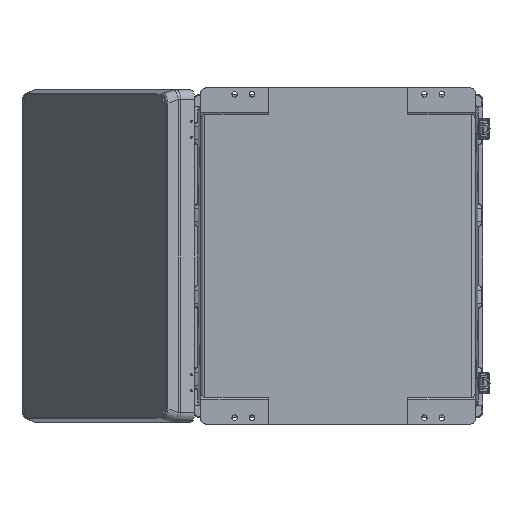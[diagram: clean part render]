
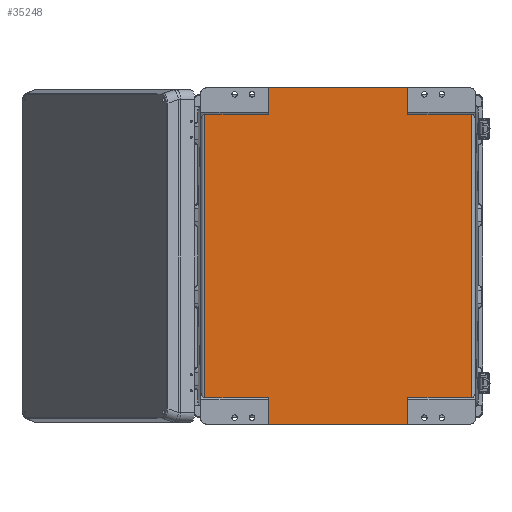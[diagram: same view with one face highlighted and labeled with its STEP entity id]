
A CAD part, front view. The second image highlights one B-rep face of the part: STEP entity #35248.
In plain terms, the highlighted planar face has unit normal (0, -1, 0).
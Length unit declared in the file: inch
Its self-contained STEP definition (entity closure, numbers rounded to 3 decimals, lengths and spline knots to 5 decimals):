
#1155 = CARTESIAN_POINT ( 'NONE',  ( -4.03163, 0.05906, -19.48819 ) ) ;
#1164 = DIRECTION ( 'NONE',  ( -1., 0., 0. ) ) ;
#1476 = AXIS2_PLACEMENT_3D ( 'NONE', #33496, #19275, #19731 ) ;
#2377 = VECTOR ( 'NONE', #42858, 39.37008 ) ;
#3663 = EDGE_CURVE ( 'NONE', #42569, #17446, #26930, .T. ) ;
#4110 = VECTOR ( 'NONE', #21206, 39.37008 ) ;
#4192 = CARTESIAN_POINT ( 'NONE',  ( 4.03163, 0.05906, -1.51961 ) ) ;
#5302 = DIRECTION ( 'NONE',  ( 0., 0., 1. ) ) ;
#5892 = DIRECTION ( 'NONE',  ( 1., 0., 0. ) ) ;
#6299 = VERTEX_POINT ( 'NONE', #25935 ) ;
#6724 = VECTOR ( 'NONE', #38218, 39.37008 ) ;
#7143 = VERTEX_POINT ( 'NONE', #45127 ) ;
#7339 = EDGE_CURVE ( 'NONE', #27657, #42569, #35027, .T. ) ;
#7880 = ORIENTED_EDGE ( 'NONE', *, *, #23278, .F. ) ;
#8548 = CARTESIAN_POINT ( 'NONE',  ( -8.11811, 0.05906, -1.51961 ) ) ;
#9956 = EDGE_CURVE ( 'NONE', #7143, #14459, #40006, .T. ) ;
#10103 = ORIENTED_EDGE ( 'NONE', *, *, #9956, .F. ) ;
#10619 = VERTEX_POINT ( 'NONE', #17419 ) ;
#10649 = VECTOR ( 'NONE', #11662, 39.37008 ) ;
#10849 = CARTESIAN_POINT ( 'NONE',  ( 8.11811, 0.05906, -19.48819 ) ) ;
#11255 = ORIENTED_EDGE ( 'NONE', *, *, #22036, .T. ) ;
#11662 = DIRECTION ( 'NONE',  ( 0., 0., 1. ) ) ;
#11914 = VECTOR ( 'NONE', #41835, 39.37008 ) ;
#11929 = PLANE ( 'NONE',  #1476 ) ;
#12367 = FACE_OUTER_BOUND ( 'NONE', #36467, .T. ) ;
#12802 = LINE ( 'NONE', #23368, #35517 ) ;
#13568 = DIRECTION ( 'NONE',  ( 0., 0., -1. ) ) ;
#13965 = CARTESIAN_POINT ( 'NONE',  ( 7.73754, 0.05906, -1.51961 ) ) ;
#14459 = VERTEX_POINT ( 'NONE', #44512 ) ;
#14952 = EDGE_CURVE ( 'NONE', #29316, #22204, #32214, .T. ) ;
#15444 = ORIENTED_EDGE ( 'NONE', *, *, #42137, .T. ) ;
#15735 = ORIENTED_EDGE ( 'NONE', *, *, #7339, .T. ) ;
#15991 = EDGE_CURVE ( 'NONE', #20876, #22204, #40682, .T. ) ;
#16213 = VECTOR ( 'NONE', #34458, 39.37008 ) ;
#16885 = CARTESIAN_POINT ( 'NONE',  ( 7.73754, 0.05906, -17.96858 ) ) ;
#16960 = VERTEX_POINT ( 'NONE', #45124 ) ;
#17419 = CARTESIAN_POINT ( 'NONE',  ( 4.03163, 0.05906, -17.96858 ) ) ;
#17446 = VERTEX_POINT ( 'NONE', #4192 ) ;
#18505 = LINE ( 'NONE', #28856, #2377 ) ;
#19220 = CARTESIAN_POINT ( 'NONE',  ( -4.03163, 0.05906, 0.85787 ) ) ;
#19275 = DIRECTION ( 'NONE',  ( 0., 1., 0. ) ) ;
#19731 = DIRECTION ( 'NONE',  ( 0., 0., 1. ) ) ;
#19888 = EDGE_CURVE ( 'NONE', #16960, #20876, #12802, .T. ) ;
#20239 = CARTESIAN_POINT ( 'NONE',  ( -7.73754, 0.05906, -1.51961 ) ) ;
#20439 = ORIENTED_EDGE ( 'NONE', *, *, #41562, .F. ) ;
#20876 = VERTEX_POINT ( 'NONE', #42979 ) ;
#20934 = CARTESIAN_POINT ( 'NONE',  ( 4.03163, 0.05906, -19.48819 ) ) ;
#21109 = ORIENTED_EDGE ( 'NONE', *, *, #39910, .F. ) ;
#21206 = DIRECTION ( 'NONE',  ( -1., 0., 0. ) ) ;
#22036 = EDGE_CURVE ( 'NONE', #17446, #32813, #27117, .T. ) ;
#22043 = CARTESIAN_POINT ( 'NONE',  ( 8.11811, 0.05906, 0. ) ) ;
#22204 = VERTEX_POINT ( 'NONE', #1155 ) ;
#22561 = DIRECTION ( 'NONE',  ( 1., 0., 0. ) ) ;
#23278 = EDGE_CURVE ( 'NONE', #27657, #10619, #18505, .T. ) ;
#23368 = CARTESIAN_POINT ( 'NONE',  ( -8.11811, 0.05906, -17.96858 ) ) ;
#23663 = VECTOR ( 'NONE', #32127, 39.37008 ) ;
#25164 = CARTESIAN_POINT ( 'NONE',  ( 7.73754, 0.05906, -1.51961 ) ) ;
#25642 = ORIENTED_EDGE ( 'NONE', *, *, #14952, .F. ) ;
#25935 = CARTESIAN_POINT ( 'NONE',  ( -4.03163, 0.05906, 0. ) ) ;
#26609 = VECTOR ( 'NONE', #5302, 39.37008 ) ;
#26881 = EDGE_CURVE ( 'NONE', #16960, #7143, #30570, .T. ) ;
#26930 = LINE ( 'NONE', #43461, #23663 ) ;
#27117 = LINE ( 'NONE', #30345, #26609 ) ;
#27657 = VERTEX_POINT ( 'NONE', #16885 ) ;
#28774 = VECTOR ( 'NONE', #1164, 39.37008 ) ;
#28856 = CARTESIAN_POINT ( 'NONE',  ( 8.11811, 0.05906, -17.96858 ) ) ;
#29316 = VERTEX_POINT ( 'NONE', #20934 ) ;
#30345 = CARTESIAN_POINT ( 'NONE',  ( 4.03163, 0.05906, 0.85787 ) ) ;
#30570 = LINE ( 'NONE', #20239, #16213 ) ;
#31169 = ORIENTED_EDGE ( 'NONE', *, *, #15991, .T. ) ;
#31740 = CARTESIAN_POINT ( 'NONE',  ( 4.03163, 0.05906, -20.34606 ) ) ;
#32127 = DIRECTION ( 'NONE',  ( -1., 0., 0. ) ) ;
#32214 = LINE ( 'NONE', #10849, #4110 ) ;
#32813 = VERTEX_POINT ( 'NONE', #34490 ) ;
#33282 = LINE ( 'NONE', #22043, #28774 ) ;
#33496 = CARTESIAN_POINT ( 'NONE',  ( 8.11811, 0.05906, -1.51961 ) ) ;
#33590 = ORIENTED_EDGE ( 'NONE', *, *, #19888, .T. ) ;
#34458 = DIRECTION ( 'NONE',  ( 0., 0., 1. ) ) ;
#34490 = CARTESIAN_POINT ( 'NONE',  ( 4.03163, 0.05906, 0. ) ) ;
#35027 = LINE ( 'NONE', #25164, #6724 ) ;
#35248 = ADVANCED_FACE ( 'NONE', ( #12367 ), #11929, .F. ) ;
#35517 = VECTOR ( 'NONE', #5892, 39.37008 ) ;
#35619 = VECTOR ( 'NONE', #22561, 39.37008 ) ;
#35859 = ORIENTED_EDGE ( 'NONE', *, *, #3663, .T. ) ;
#36446 = VECTOR ( 'NONE', #13568, 39.37008 ) ;
#36467 = EDGE_LOOP ( 'NONE', ( #36737, #33590, #31169, #25642, #21109, #7880, #15735, #35859, #11255, #15444, #20439, #10103 ) ) ;
#36737 = ORIENTED_EDGE ( 'NONE', *, *, #26881, .F. ) ;
#37224 = CARTESIAN_POINT ( 'NONE',  ( -4.03163, 0.05906, -20.34606 ) ) ;
#38218 = DIRECTION ( 'NONE',  ( 0., 0., 1. ) ) ;
#39299 = LINE ( 'NONE', #31740, #11914 ) ;
#39910 = EDGE_CURVE ( 'NONE', #10619, #29316, #39299, .T. ) ;
#40006 = LINE ( 'NONE', #8548, #35619 ) ;
#40682 = LINE ( 'NONE', #37224, #36446 ) ;
#41562 = EDGE_CURVE ( 'NONE', #14459, #6299, #43115, .T. ) ;
#41835 = DIRECTION ( 'NONE',  ( 0., 0., -1. ) ) ;
#42137 = EDGE_CURVE ( 'NONE', #32813, #6299, #33282, .T. ) ;
#42569 = VERTEX_POINT ( 'NONE', #13965 ) ;
#42858 = DIRECTION ( 'NONE',  ( -1., 0., 0. ) ) ;
#42979 = CARTESIAN_POINT ( 'NONE',  ( -4.03163, 0.05906, -17.96858 ) ) ;
#43115 = LINE ( 'NONE', #19220, #10649 ) ;
#43461 = CARTESIAN_POINT ( 'NONE',  ( 8.11811, 0.05906, -1.51961 ) ) ;
#44512 = CARTESIAN_POINT ( 'NONE',  ( -4.03163, 0.05906, -1.51961 ) ) ;
#45124 = CARTESIAN_POINT ( 'NONE',  ( -7.73754, 0.05906, -17.96858 ) ) ;
#45127 = CARTESIAN_POINT ( 'NONE',  ( -7.73754, 0.05906, -1.51961 ) ) ;
